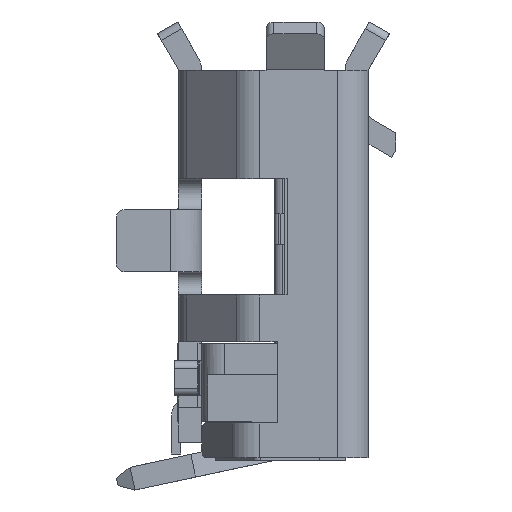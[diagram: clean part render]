
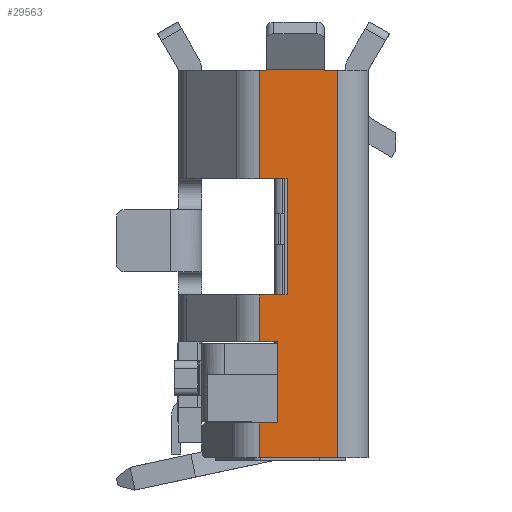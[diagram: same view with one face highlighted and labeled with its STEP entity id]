
A CAD part, left-side view. The second image highlights one B-rep face of the part: STEP entity #29563.
In plain terms, the highlighted planar face has unit normal (-1, 0, 0).
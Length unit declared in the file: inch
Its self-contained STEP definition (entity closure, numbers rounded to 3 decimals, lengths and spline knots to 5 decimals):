
#22729 = CARTESIAN_POINT ( 'NONE',  ( -0.14764, 0.03445, 0.00118 ) ) ;
#22730 = DIRECTION ( 'NONE',  ( 0., 0., -1. ) ) ;
#22731 = VECTOR ( 'NONE', #22730, 39.37008 ) ;
#22732 = CARTESIAN_POINT ( 'NONE',  ( -0.14764, 0.03445, 0.14298 ) ) ;
#22733 = LINE ( 'NONE', #22732, #22731 ) ;
#22734 = CARTESIAN_POINT ( 'NONE',  ( -0.14764, 0.03445, -0.04016 ) ) ;
#22773 = DIRECTION ( 'NONE',  ( 0., 1., 0. ) ) ;
#22774 = VECTOR ( 'NONE', #22773, 39.37008 ) ;
#22775 = CARTESIAN_POINT ( 'NONE',  ( -0.14764, 0.00314, 0.13904 ) ) ;
#22776 = LINE ( 'NONE', #22775, #22774 ) ;
#22777 = CARTESIAN_POINT ( 'NONE',  ( -0.14764, 0.04016, 0.13904 ) ) ;
#22783 = DIRECTION ( 'NONE',  ( 0., 1., 0. ) ) ;
#22784 = VECTOR ( 'NONE', #22783, 39.37008 ) ;
#22785 = CARTESIAN_POINT ( 'NONE',  ( -0.14764, 0.00314, 0.13898 ) ) ;
#22786 = LINE ( 'NONE', #22785, #22784 ) ;
#22787 = CARTESIAN_POINT ( 'NONE',  ( -0.14764, 0.04356, 0.13898 ) ) ;
#22821 = DIRECTION ( 'NONE',  ( 0., 0., -1. ) ) ;
#22822 = VECTOR ( 'NONE', #22821, 39.37008 ) ;
#22823 = CARTESIAN_POINT ( 'NONE',  ( -0.14764, 0.04016, 0.14298 ) ) ;
#22824 = LINE ( 'NONE', #22823, #22822 ) ;
#22825 = CARTESIAN_POINT ( 'NONE',  ( -0.14764, 0.04016, 0.13898 ) ) ;
#22853 = CARTESIAN_POINT ( 'NONE',  ( -0.14764, 0.02953, 0.0248 ) ) ;
#22855 = DIRECTION ( 'NONE',  ( 0., 0., -1. ) ) ;
#22856 = VECTOR ( 'NONE', #22855, 39.37008 ) ;
#22857 = CARTESIAN_POINT ( 'NONE',  ( -0.14764, 0.02953, 0.14298 ) ) ;
#22861 = LINE ( 'NONE', #22857, #22856 ) ;
#22875 = CARTESIAN_POINT ( 'NONE',  ( -0.14764, 0.01063, 0.13904 ) ) ;
#22886 = DIRECTION ( 'NONE',  ( 0., 0., -1. ) ) ;
#22887 = VECTOR ( 'NONE', #22886, 39.37008 ) ;
#22888 = CARTESIAN_POINT ( 'NONE',  ( -0.14764, 0.04356, 0.14298 ) ) ;
#22889 = LINE ( 'NONE', #22888, #22887 ) ;
#22890 = CARTESIAN_POINT ( 'NONE',  ( -0.14764, 0.04356, 0.08386 ) ) ;
#22896 = DIRECTION ( 'NONE',  ( 0., -1., 0. ) ) ;
#22897 = VECTOR ( 'NONE', #22896, 39.37008 ) ;
#22898 = CARTESIAN_POINT ( 'NONE',  ( -0.14764, 0.00314, 0.08386 ) ) ;
#22899 = LINE ( 'NONE', #22898, #22897 ) ;
#22900 = CARTESIAN_POINT ( 'NONE',  ( -0.14764, 0.02953, 0.08386 ) ) ;
#22923 = CARTESIAN_POINT ( 'NONE',  ( -0.14764, 0.04356, 0.00118 ) ) ;
#22924 = DIRECTION ( 'NONE',  ( 0., 0., -1. ) ) ;
#22925 = VECTOR ( 'NONE', #22924, 39.37008 ) ;
#22926 = CARTESIAN_POINT ( 'NONE',  ( -0.14764, 0.04356, 0.14298 ) ) ;
#22927 = LINE ( 'NONE', #22926, #22925 ) ;
#22950 = DIRECTION ( 'NONE',  ( 0., 1., 0. ) ) ;
#22951 = VECTOR ( 'NONE', #22950, 39.37008 ) ;
#22952 = CARTESIAN_POINT ( 'NONE',  ( -0.14764, 0.00314, 0.0248 ) ) ;
#22953 = LINE ( 'NONE', #22952, #22951 ) ;
#22959 = CARTESIAN_POINT ( 'NONE',  ( -0.14764, 0.04356, 0.0248 ) ) ;
#23011 = DIRECTION ( 'NONE',  ( 0., -1., 0. ) ) ;
#23012 = VECTOR ( 'NONE', #23011, 39.37008 ) ;
#23013 = CARTESIAN_POINT ( 'NONE',  ( -0.14764, 0.00314, 0.00118 ) ) ;
#23014 = LINE ( 'NONE', #23013, #23012 ) ;
#23051 = DIRECTION ( 'NONE',  ( 0., 1., 0. ) ) ;
#23052 = VECTOR ( 'NONE', #23051, 39.37008 ) ;
#23053 = CARTESIAN_POINT ( 'NONE',  ( -0.14764, 0.00314, -0.04016 ) ) ;
#23054 = LINE ( 'NONE', #23053, #23052 ) ;
#23055 = CARTESIAN_POINT ( 'NONE',  ( -0.14764, 0.0437, -0.04016 ) ) ;
#24234 = CARTESIAN_POINT ( 'NONE',  ( -0.14764, 0.01063, 0.13898 ) ) ;
#24285 = VECTOR ( 'NONE', #24346, 39.37008 ) ;
#24286 = CARTESIAN_POINT ( 'NONE',  ( -0.14764, 0.00336, 0.13898 ) ) ;
#24287 = LINE ( 'NONE', #24286, #24285 ) ;
#24288 = CARTESIAN_POINT ( 'NONE',  ( -0.14764, 0.00394, 0.13898 ) ) ;
#24289 = DIRECTION ( 'NONE',  ( 0., 0., -1. ) ) ;
#24290 = VECTOR ( 'NONE', #24289, 39.37008 ) ;
#24291 = CARTESIAN_POINT ( 'NONE',  ( -0.14764, 0.00394, -0.05787 ) ) ;
#24292 = LINE ( 'NONE', #24291, #24290 ) ;
#24293 = CARTESIAN_POINT ( 'NONE',  ( -0.14764, 0.00394, -0.05787 ) ) ;
#24294 = DIRECTION ( 'NONE',  ( 0., -1., 0. ) ) ;
#24295 = VECTOR ( 'NONE', #24294, 39.37008 ) ;
#24296 = CARTESIAN_POINT ( 'NONE',  ( -0.14764, 0.00314, -0.05787 ) ) ;
#24297 = LINE ( 'NONE', #24296, #24295 ) ;
#24298 = CARTESIAN_POINT ( 'NONE',  ( -0.14764, 0.0437, -0.05787 ) ) ;
#24299 = DIRECTION ( 'NONE',  ( 0., 0., 1. ) ) ;
#24300 = VECTOR ( 'NONE', #24299, 39.37008 ) ;
#24301 = CARTESIAN_POINT ( 'NONE',  ( -0.14764, 0.0437, 0.14298 ) ) ;
#24302 = LINE ( 'NONE', #24301, #24300 ) ;
#24335 = DIRECTION ( 'NONE',  ( 0., 0., 1. ) ) ;
#24336 = DIRECTION ( 'NONE',  ( -1., 0., 0. ) ) ;
#24337 = CARTESIAN_POINT ( 'NONE',  ( -0.14764, 0.00314, 0.14298 ) ) ;
#24338 = AXIS2_PLACEMENT_3D ( 'NONE', #24337, #24336, #24335 ) ;
#24339 = PLANE ( 'NONE',  #24338 ) ;
#24341 = FACE_OUTER_BOUND ( 'NONE', #29564, .T. ) ;
#24342 = DIRECTION ( 'NONE',  ( 0., 0., 1. ) ) ;
#24343 = VECTOR ( 'NONE', #24342, 39.37008 ) ;
#24344 = CARTESIAN_POINT ( 'NONE',  ( -0.14764, 0.01063, 0.14298 ) ) ;
#24345 = LINE ( 'NONE', #24344, #24343 ) ;
#24346 = DIRECTION ( 'NONE',  ( 0., 1., 0. ) ) ;
#28505 = VERTEX_POINT ( 'NONE', #22734 ) ;
#28507 = EDGE_CURVE ( 'NONE', #28508, #28505, #22733, .T. ) ;
#28508 = VERTEX_POINT ( 'NONE', #22729 ) ;
#28518 = VERTEX_POINT ( 'NONE', #22777 ) ;
#28520 = EDGE_CURVE ( 'NONE', #28574, #28518, #22776, .T. ) ;
#28554 = VERTEX_POINT ( 'NONE', #22787 ) ;
#28556 = EDGE_CURVE ( 'NONE', #28562, #28554, #22786, .T. ) ;
#28562 = VERTEX_POINT ( 'NONE', #22825 ) ;
#28564 = EDGE_CURVE ( 'NONE', #28518, #28562, #22824, .T. ) ;
#28574 = VERTEX_POINT ( 'NONE', #22875 ) ;
#28590 = EDGE_CURVE ( 'NONE', #28602, #28592, #22861, .T. ) ;
#28592 = VERTEX_POINT ( 'NONE', #22853 ) ;
#28602 = VERTEX_POINT ( 'NONE', #22900 ) ;
#28604 = EDGE_CURVE ( 'NONE', #28618, #28602, #22899, .T. ) ;
#28618 = VERTEX_POINT ( 'NONE', #22890 ) ;
#28620 = EDGE_CURVE ( 'NONE', #28554, #28618, #22889, .T. ) ;
#28639 = EDGE_CURVE ( 'NONE', #28652, #28640, #22927, .T. ) ;
#28640 = VERTEX_POINT ( 'NONE', #22923 ) ;
#28652 = VERTEX_POINT ( 'NONE', #22959 ) ;
#28657 = EDGE_CURVE ( 'NONE', #28592, #28652, #22953, .T. ) ;
#28703 = EDGE_CURVE ( 'NONE', #28640, #28508, #23014, .T. ) ;
#28719 = VERTEX_POINT ( 'NONE', #23055 ) ;
#28721 = EDGE_CURVE ( 'NONE', #28505, #28719, #23054, .T. ) ;
#29500 = VERTEX_POINT ( 'NONE', #24234 ) ;
#29538 = ORIENTED_EDGE ( 'NONE', *, *, #28590, .T. ) ;
#29539 = ORIENTED_EDGE ( 'NONE', *, *, #28657, .T. ) ;
#29542 = ORIENTED_EDGE ( 'NONE', *, *, #28507, .T. ) ;
#29543 = ORIENTED_EDGE ( 'NONE', *, *, #28721, .T. ) ;
#29544 = ORIENTED_EDGE ( 'NONE', *, *, #29546, .F. ) ;
#29546 = EDGE_CURVE ( 'NONE', #29547, #28719, #24302, .T. ) ;
#29547 = VERTEX_POINT ( 'NONE', #24298 ) ;
#29548 = ORIENTED_EDGE ( 'NONE', *, *, #29549, .T. ) ;
#29549 = EDGE_CURVE ( 'NONE', #29547, #29550, #24297, .T. ) ;
#29550 = VERTEX_POINT ( 'NONE', #24293 ) ;
#29551 = ORIENTED_EDGE ( 'NONE', *, *, #29552, .F. ) ;
#29552 = EDGE_CURVE ( 'NONE', #29553, #29550, #24292, .T. ) ;
#29553 = VERTEX_POINT ( 'NONE', #24288 ) ;
#29554 = ORIENTED_EDGE ( 'NONE', *, *, #29555, .T. ) ;
#29555 = EDGE_CURVE ( 'NONE', #29553, #29500, #24287, .T. ) ;
#29562 = EDGE_CURVE ( 'NONE', #29500, #28574, #24345, .T. ) ;
#29563 = ADVANCED_FACE ( 'NONE', ( #24341 ), #24339, .T. ) ;
#29564 = EDGE_LOOP ( 'NONE', ( #29565, #29566, #29542, #29543, #29544, #29548, #29551, #29554, #29615, #29616, #29617, #29618, #29621, #29622, #29538, #29539 ) ) ;
#29565 = ORIENTED_EDGE ( 'NONE', *, *, #28639, .T. ) ;
#29566 = ORIENTED_EDGE ( 'NONE', *, *, #28703, .T. ) ;
#29615 = ORIENTED_EDGE ( 'NONE', *, *, #29562, .T. ) ;
#29616 = ORIENTED_EDGE ( 'NONE', *, *, #28520, .T. ) ;
#29617 = ORIENTED_EDGE ( 'NONE', *, *, #28564, .T. ) ;
#29618 = ORIENTED_EDGE ( 'NONE', *, *, #28556, .T. ) ;
#29621 = ORIENTED_EDGE ( 'NONE', *, *, #28620, .T. ) ;
#29622 = ORIENTED_EDGE ( 'NONE', *, *, #28604, .T. ) ;
